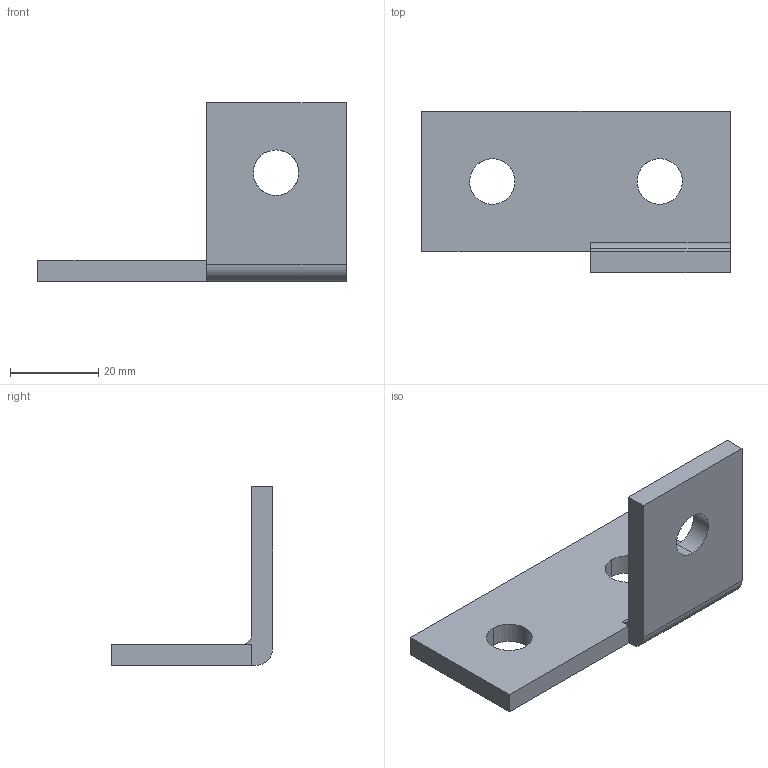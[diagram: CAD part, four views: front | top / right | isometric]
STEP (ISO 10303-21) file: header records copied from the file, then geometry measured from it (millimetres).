
FILE_DESCRIPTION(('TurboCAD Mac Pro'),'Build 980');
FILE_NAME('A1037.stp',' ',(''),(''),'ACIS Interop','IMSI','TurboCAD Mac Pro BY IMSI, INCORPORATED');
FILE_SCHEMA(('automotive_design'));
Length unit declared in the file: inch
Products named in the file (1): 1
Bounding box: 69.85 x 36.51 x 40.48 mm (x, y, z)
Volume: 15394.3 mm3; surface area: 8226.6 mm2
Topology: 1 solids, 1 shells, 27 faces, 75 edges, 50 vertices
Faces by surface type: bspline 12, plane 11, cylinder 4
Entity records: 1421 total; most frequent: CARTESIAN_POINT 309, ORIENTED_EDGE 150, DIRECTION 91, STYLED_ITEM 76, PRESENTATION_STYLE_ASSIGNMENT 76, COLOUR_RGB 76, EDGE_CURVE 75, VERTEX_POINT 50
